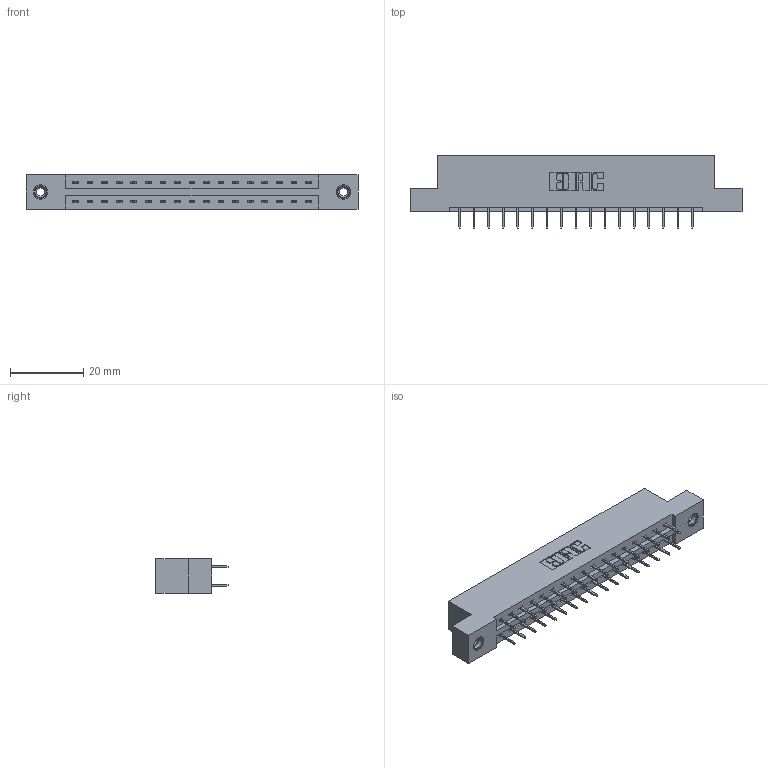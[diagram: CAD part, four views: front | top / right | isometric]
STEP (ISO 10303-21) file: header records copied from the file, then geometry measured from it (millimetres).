
FILE_DESCRIPTION (( 'STEP AP203' ), '1' );
FILE_NAME ('337-034-524-208.STEP', '2019-10-08T20:01:42', ( '' ), ( '' ), 'SwSTEP 2.0', 'SolidWorks 2016', '' );
FILE_SCHEMA (( 'CONFIG_CONTROL_DESIGN' ));
Length unit declared in the file: inch
Products named in the file (4): 345-292-001_345-293-124; 337 Part_Flush Mounting Lugs - 0.156 Dia-TI; 337-034-524-208; 345-250-001_345-250-003-102
Assembly tree (37 placements, depth 2):
  337-034-524-208
    337 Part_Flush Mounting Lugs - 0.156 Dia-TI
    345-292-001_345-293-124  x34
    345-250-001_345-250-003-102  x2
Bounding box: 90.37 x 19.69 x 9.4 mm (x, y, z)
Volume: 9133.5 mm3; surface area: 9947.2 mm2
Topology: 37 solids, 37 shells, 2146 faces, 6057 edges, 3894 vertices
Faces by surface type: plane 1598, cylinder 532, cone 12, torus 4
Entity records: 17674 total; most frequent: CARTESIAN_POINT 2977, ORIENTED_EDGE 2906, DIRECTION 2611, EDGE_CURVE 1453, VECTOR 1309, LINE 1309, VERTEX_POINT 960, AXIS2_PLACEMENT_3D 651
